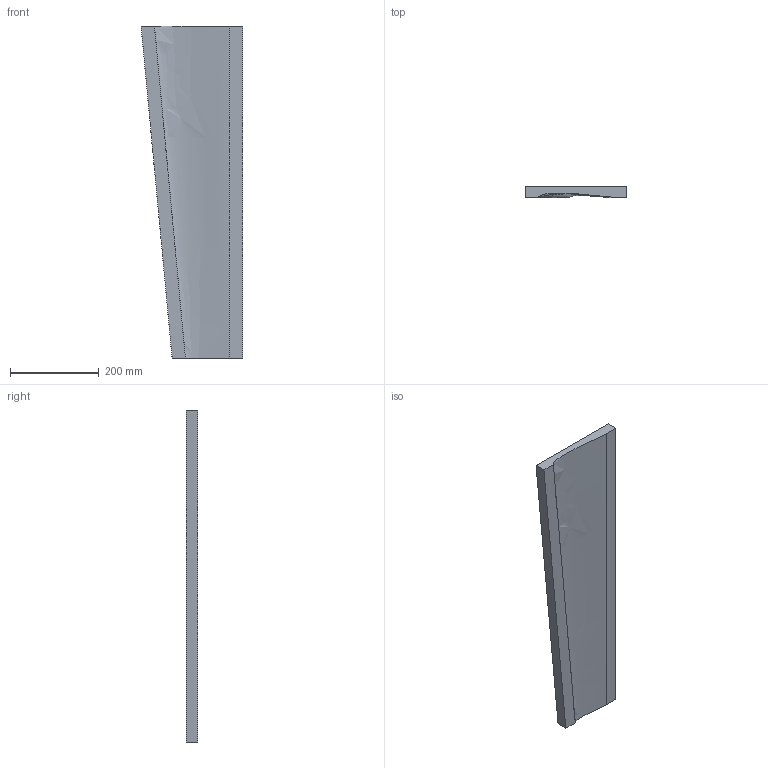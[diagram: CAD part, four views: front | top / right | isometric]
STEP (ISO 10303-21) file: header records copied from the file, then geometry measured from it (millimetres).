
FILE_DESCRIPTION (( 'STEP AP203' ), '1' );
FILE_NAME ('essai moule aile droite extrados.STEP', '2023-04-26T13:53:56', ( '' ), ( '' ), 'SwSTEP 2.0', 'SolidWorks 2021', '' );
FILE_SCHEMA (( 'CONFIG_CONTROL_DESIGN' ));
Length unit declared in the file: millimetre
Products named in the file (1): essai moule aile droite extrados
Bounding box: 230.2 x 25 x 750 mm (x, y, z)
Volume: 3167908.2 mm3; surface area: 340352.9 mm2
Topology: 1 solids, 1 shells, 8 faces, 18 edges, 12 vertices
Faces by surface type: plane 7, bspline 1
Entity records: 1194 total; most frequent: CARTESIAN_POINT 943, ORIENTED_EDGE 36, DIRECTION 31, EDGE_CURVE 18, LINE 15, VECTOR 15, VERTEX_POINT 12, EDGE_LOOP 8
